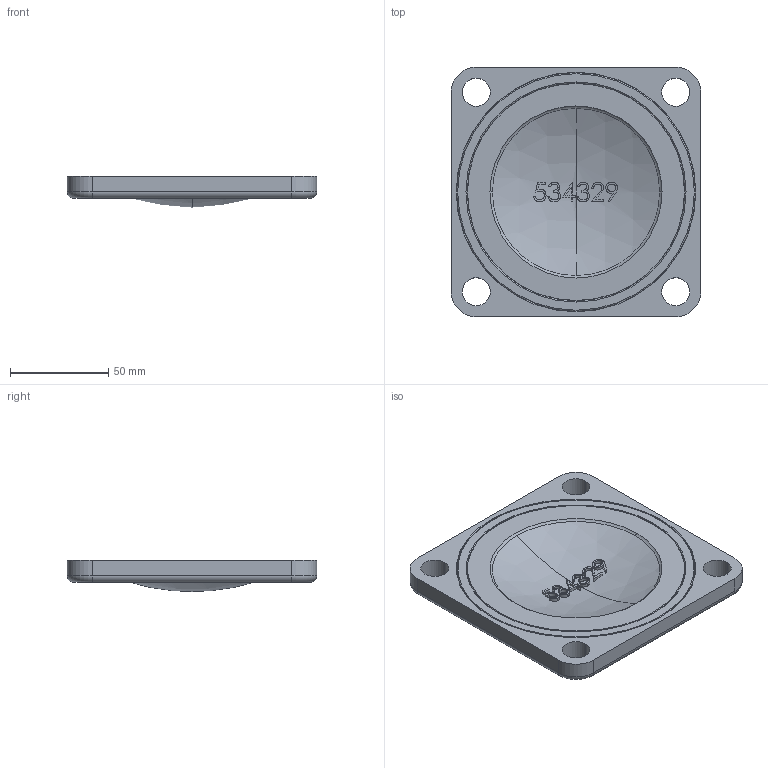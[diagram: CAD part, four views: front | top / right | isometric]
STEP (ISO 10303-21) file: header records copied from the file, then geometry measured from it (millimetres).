
FILE_DESCRIPTION (( 'STEP AP214' ), '1' );
FILE_NAME ('FL80VB106_251601.STEP', '2012-09-24T10:47:47', ( 'Admin2' ), ( '' ), 'SwSTEP 2.0', 'SolidWorks 2010', '' );
FILE_SCHEMA (( 'AUTOMOTIVE_DESIGN' ));
Length unit declared in the file: millimetre
Products named in the file (1): FL80VB106_251601
Bounding box: 127 x 127 x 15.88 mm (x, y, z)
Surface area: 40226.3 mm2 (no closed solid volume)
Topology: 0 solids, 3 shells, 240 faces, 648 edges, 431 vertices
Faces by surface type: bspline 104, plane 88, torus 16, cylinder 16, sphere 12, cone 4
Entity records: 16409 total; most frequent: CARTESIAN_POINT 8286, ORIENTED_EDGE 1252, DIRECTION 866, EDGE_CURVE 648, VERTEX_POINT 431, AXIS2_PLACEMENT_3D 289, VECTOR 288, LINE 288
